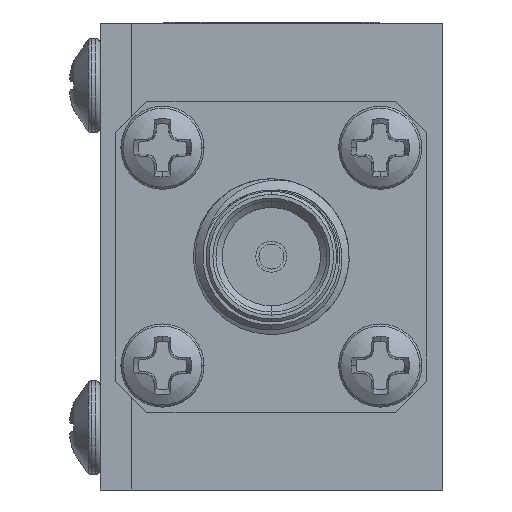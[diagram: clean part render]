
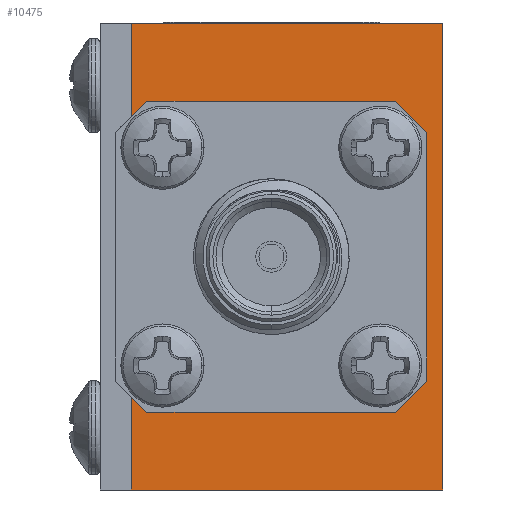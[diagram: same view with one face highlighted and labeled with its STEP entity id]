
A CAD part, left-side view. The second image highlights one B-rep face of the part: STEP entity #10475.
In plain terms, the highlighted planar face has unit normal (-1, 0, 0).
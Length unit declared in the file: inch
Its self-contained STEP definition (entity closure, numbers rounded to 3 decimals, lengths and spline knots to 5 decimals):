
#290 = LINE ( 'NONE', #37958, #18203 ) ;
#295 = EDGE_CURVE ( 'NONE', #28554, #26386, #4652, .T. ) ;
#1034 = CARTESIAN_POINT ( 'NONE',  ( -0.55, 0.225, -0.375 ) ) ;
#1123 = EDGE_CURVE ( 'NONE', #4043, #39831, #5954, .T. ) ;
#1153 = VECTOR ( 'NONE', #12241, 39.37008 ) ;
#2148 = CARTESIAN_POINT ( 'NONE',  ( -0.55, -0.275, -0.375 ) ) ;
#2895 = CARTESIAN_POINT ( 'NONE',  ( -0.55, 0.225, -0.225 ) ) ;
#3153 = DIRECTION ( 'NONE',  ( 0., 1., 0. ) ) ;
#3317 = CARTESIAN_POINT ( 'NONE',  ( -0.55, -0.225, 0.225 ) ) ;
#3502 = CARTESIAN_POINT ( 'NONE',  ( -0.55, 0.225, 0.375 ) ) ;
#3514 = LINE ( 'NONE', #6767, #26168 ) ;
#4043 = VERTEX_POINT ( 'NONE', #1034 ) ;
#4297 = VECTOR ( 'NONE', #16721, 39.37008 ) ;
#4310 = LINE ( 'NONE', #10222, #39675 ) ;
#4540 = CARTESIAN_POINT ( 'NONE',  ( -0.55, -0.25, 0.25 ) ) ;
#4621 = EDGE_CURVE ( 'NONE', #23212, #24895, #15795, .T. ) ;
#4652 = LINE ( 'NONE', #22012, #16922 ) ;
#4683 = DIRECTION ( 'NONE',  ( 0., -1., 0. ) ) ;
#5047 = LINE ( 'NONE', #8100, #4297 ) ;
#5411 = ORIENTED_EDGE ( 'NONE', *, *, #11796, .F. ) ;
#5663 = VERTEX_POINT ( 'NONE', #10806 ) ;
#5954 = LINE ( 'NONE', #3502, #14084 ) ;
#6262 = VERTEX_POINT ( 'NONE', #2148 ) ;
#6767 = CARTESIAN_POINT ( 'NONE',  ( -0.55, -0.25, -0.25 ) ) ;
#6771 = DIRECTION ( 'NONE',  ( 0., -0.707, -0.707 ) ) ;
#7013 = CARTESIAN_POINT ( 'NONE',  ( -0.55, -0.275, 0.375 ) ) ;
#7955 = EDGE_CURVE ( 'NONE', #15312, #39831, #290, .T. ) ;
#8100 = CARTESIAN_POINT ( 'NONE',  ( -0.55, -0.275, 0.375 ) ) ;
#8339 = CARTESIAN_POINT ( 'NONE',  ( -0.55, 0.2, -0.25 ) ) ;
#8479 = ORIENTED_EDGE ( 'NONE', *, *, #23714, .F. ) ;
#8681 = VERTEX_POINT ( 'NONE', #38312 ) ;
#9687 = EDGE_LOOP ( 'NONE', ( #12788, #35871, #8479, #39394, #5411, #32381, #25221, #18457, #40355, #27354, #37981, #30260 ) ) ;
#10222 = CARTESIAN_POINT ( 'NONE',  ( -0.55, -0.25, -0.25 ) ) ;
#10475 = ADVANCED_FACE ( 'NONE', ( #28911 ), #34668, .F. ) ;
#10806 = CARTESIAN_POINT ( 'NONE',  ( -0.55, -0.2, -0.25 ) ) ;
#11446 = LINE ( 'NONE', #4540, #24468 ) ;
#11478 = DIRECTION ( 'NONE',  ( 0., -0.707, 0.707 ) ) ;
#11796 = EDGE_CURVE ( 'NONE', #29558, #24895, #3514, .T. ) ;
#12241 = DIRECTION ( 'NONE',  ( 0., 0.707, -0.707 ) ) ;
#12744 = DIRECTION ( 'NONE',  ( 1., 0., 0. ) ) ;
#12788 = ORIENTED_EDGE ( 'NONE', *, *, #295, .F. ) ;
#13695 = VECTOR ( 'NONE', #4683, 39.37008 ) ;
#14084 = VECTOR ( 'NONE', #15582, 39.37008 ) ;
#14252 = CARTESIAN_POINT ( 'NONE',  ( -0.55, -0.25, -0.2 ) ) ;
#15279 = EDGE_CURVE ( 'NONE', #26386, #27001, #35589, .T. ) ;
#15312 = VERTEX_POINT ( 'NONE', #8339 ) ;
#15582 = DIRECTION ( 'NONE',  ( 0., 0., 1. ) ) ;
#15786 = EDGE_CURVE ( 'NONE', #4043, #6262, #19777, .T. ) ;
#15795 = LINE ( 'NONE', #3317, #27251 ) ;
#16308 = CARTESIAN_POINT ( 'NONE',  ( -0.55, -0.275, -0.375 ) ) ;
#16721 = DIRECTION ( 'NONE',  ( 0., 0., -1. ) ) ;
#16922 = VECTOR ( 'NONE', #24686, 39.37008 ) ;
#17240 = CARTESIAN_POINT ( 'NONE',  ( -0.55, 0.225, 0.375 ) ) ;
#17415 = DIRECTION ( 'NONE',  ( 0., 1., 0. ) ) ;
#18203 = VECTOR ( 'NONE', #18722, 39.37008 ) ;
#18457 = ORIENTED_EDGE ( 'NONE', *, *, #7955, .T. ) ;
#18722 = DIRECTION ( 'NONE',  ( 0., 0.707, 0.707 ) ) ;
#19289 = EDGE_CURVE ( 'NONE', #27001, #6262, #5047, .T. ) ;
#19777 = LINE ( 'NONE', #16308, #31383 ) ;
#19927 = CARTESIAN_POINT ( 'NONE',  ( -0.55, -0.2, 0.25 ) ) ;
#20027 = CARTESIAN_POINT ( 'NONE',  ( -0.55, -0.275, 0.375 ) ) ;
#20908 = AXIS2_PLACEMENT_3D ( 'NONE', #7013, #12744, #3153 ) ;
#21059 = CARTESIAN_POINT ( 'NONE',  ( -0.55, -0.275, 0.375 ) ) ;
#22012 = CARTESIAN_POINT ( 'NONE',  ( -0.55, 0.225, 0.375 ) ) ;
#22719 = DIRECTION ( 'NONE',  ( 0., -1., 0. ) ) ;
#23175 = LINE ( 'NONE', #39141, #24003 ) ;
#23212 = VERTEX_POINT ( 'NONE', #19927 ) ;
#23714 = EDGE_CURVE ( 'NONE', #23212, #8681, #11446, .T. ) ;
#24003 = VECTOR ( 'NONE', #11478, 39.37008 ) ;
#24468 = VECTOR ( 'NONE', #17415, 39.37008 ) ;
#24686 = DIRECTION ( 'NONE',  ( 0., 0., 1. ) ) ;
#24895 = VERTEX_POINT ( 'NONE', #38184 ) ;
#25221 = ORIENTED_EDGE ( 'NONE', *, *, #38556, .F. ) ;
#26168 = VECTOR ( 'NONE', #31953, 39.37008 ) ;
#26386 = VERTEX_POINT ( 'NONE', #17240 ) ;
#27001 = VERTEX_POINT ( 'NONE', #21059 ) ;
#27251 = VECTOR ( 'NONE', #6771, 39.37008 ) ;
#27354 = ORIENTED_EDGE ( 'NONE', *, *, #15786, .T. ) ;
#28541 = CARTESIAN_POINT ( 'NONE',  ( -0.55, 0.225, 0.225 ) ) ;
#28554 = VERTEX_POINT ( 'NONE', #28541 ) ;
#28911 = FACE_OUTER_BOUND ( 'NONE', #9687, .T. ) ;
#29558 = VERTEX_POINT ( 'NONE', #14252 ) ;
#30260 = ORIENTED_EDGE ( 'NONE', *, *, #15279, .F. ) ;
#30477 = LINE ( 'NONE', #31086, #1153 ) ;
#31086 = CARTESIAN_POINT ( 'NONE',  ( -0.55, -0.225, -0.225 ) ) ;
#31383 = VECTOR ( 'NONE', #38195, 39.37008 ) ;
#31953 = DIRECTION ( 'NONE',  ( 0., 0., 1. ) ) ;
#32381 = ORIENTED_EDGE ( 'NONE', *, *, #38847, .T. ) ;
#34668 = PLANE ( 'NONE',  #20908 ) ;
#35589 = LINE ( 'NONE', #20027, #13695 ) ;
#35871 = ORIENTED_EDGE ( 'NONE', *, *, #38317, .T. ) ;
#37958 = CARTESIAN_POINT ( 'NONE',  ( -0.55, 0.225, -0.225 ) ) ;
#37981 = ORIENTED_EDGE ( 'NONE', *, *, #19289, .F. ) ;
#38184 = CARTESIAN_POINT ( 'NONE',  ( -0.55, -0.25, 0.2 ) ) ;
#38195 = DIRECTION ( 'NONE',  ( 0., -1., 0. ) ) ;
#38312 = CARTESIAN_POINT ( 'NONE',  ( -0.55, 0.2, 0.25 ) ) ;
#38317 = EDGE_CURVE ( 'NONE', #28554, #8681, #23175, .T. ) ;
#38556 = EDGE_CURVE ( 'NONE', #15312, #5663, #4310, .T. ) ;
#38847 = EDGE_CURVE ( 'NONE', #29558, #5663, #30477, .T. ) ;
#39141 = CARTESIAN_POINT ( 'NONE',  ( -0.55, 0.225, 0.225 ) ) ;
#39394 = ORIENTED_EDGE ( 'NONE', *, *, #4621, .T. ) ;
#39675 = VECTOR ( 'NONE', #22719, 39.37008 ) ;
#39831 = VERTEX_POINT ( 'NONE', #2895 ) ;
#40355 = ORIENTED_EDGE ( 'NONE', *, *, #1123, .F. ) ;
